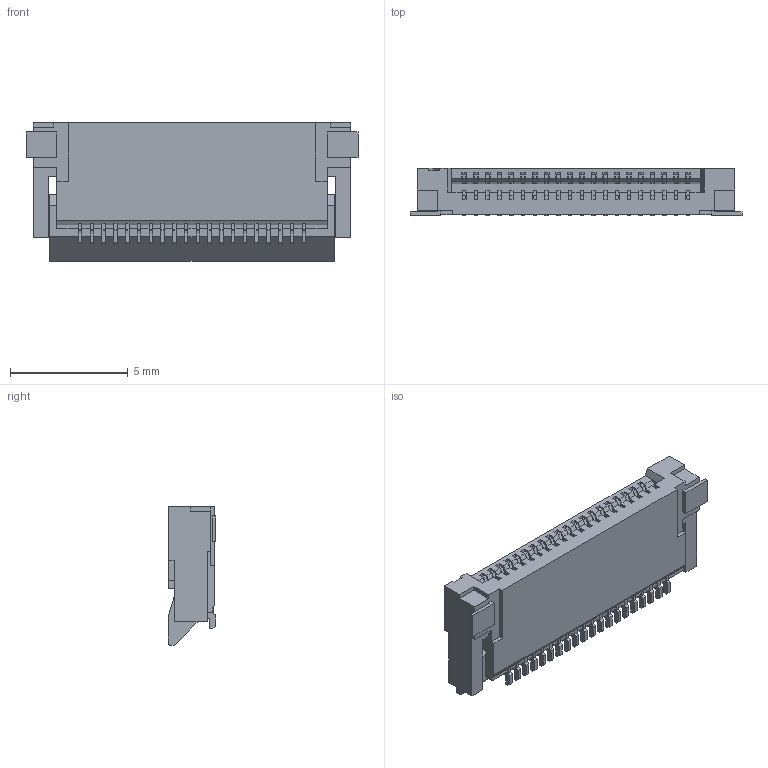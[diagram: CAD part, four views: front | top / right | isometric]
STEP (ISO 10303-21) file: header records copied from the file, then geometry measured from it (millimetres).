
FILE_DESCRIPTION(/* description */ (''),/* implementation_level */ '2;1');
FILE_NAME(/* name */ 'XF2M-2015-1A.step',/* time_stamp */ '2020-12-10T00:23:07+08:00',/* author */ (''),/* organization */ (''),/* preprocessor_version */ 'ST-DEVELOPER v18.1',/* originating_system */ 'Autodesk Translation Framework v9.7.0.1280',/* authorisation */ '');
FILE_SCHEMA (('AUTOMOTIVE_DESIGN { 1 0 10303 214 3 1 1 }'));
Length unit declared in the file: millimetre
Products named in the file (1): XF2M-2015-1A--3DModel-STEP-273799
Bounding box: 14.1 x 2 x 5.9 mm (x, y, z)
Volume: 113.2 mm3; surface area: 425.5 mm2
Topology: 1 solids, 1 shells, 803 faces, 2335 edges, 1556 vertices
Faces by surface type: plane 802, cylinder 1
Entity records: 26413 total; most frequent: CARTESIAN_POINT 4695, ORIENTED_EDGE 4670, DIRECTION 3945, EDGE_CURVE 2335, LINE 2333, VECTOR 2333, VERTEX_POINT 1556, EDGE_LOOP 825
